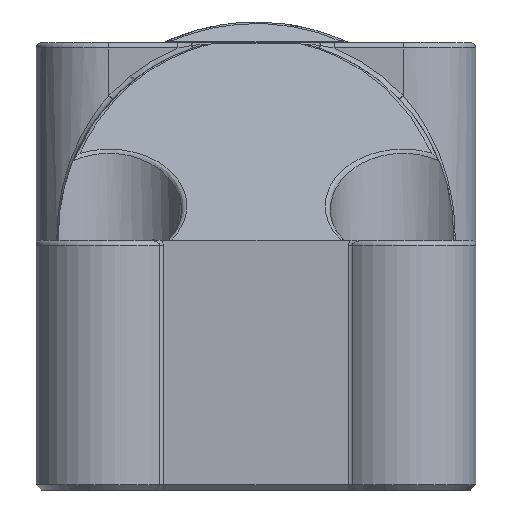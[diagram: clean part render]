
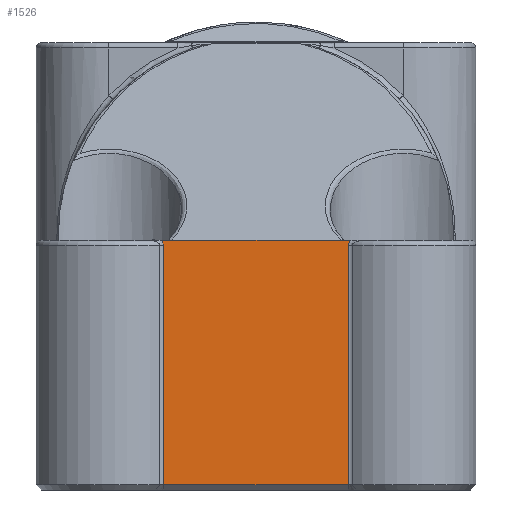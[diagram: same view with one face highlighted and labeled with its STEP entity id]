
A CAD part, front view. The second image highlights one B-rep face of the part: STEP entity #1526.
In plain terms, the highlighted planar face has unit normal (0, -1, 0).
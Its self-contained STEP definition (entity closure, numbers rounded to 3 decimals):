
#37=PLANE('',#1713);
#119=B_SPLINE_CURVE_WITH_KNOTS('',3,(#3474,#3475,#3476,#3477),
 .UNSPECIFIED.,.F.,.F.,(4,4),(0.,0.001),.UNSPECIFIED.);
#122=B_SPLINE_CURVE_WITH_KNOTS('',3,(#3537,#3538,#3539,#3540),
 .UNSPECIFIED.,.F.,.F.,(4,4),(0.,0.001),.UNSPECIFIED.);
#194=LINE('',#3417,#249);
#196=LINE('',#3480,#251);
#197=LINE('',#3542,#252);
#211=LINE('',#4260,#266);
#212=LINE('',#4263,#267);
#213=LINE('',#4264,#268);
#249=VECTOR('',#1956,1000.);
#251=VECTOR('',#1962,1000.);
#252=VECTOR('',#1967,1000.);
#266=VECTOR('',#2097,1000.);
#267=VECTOR('',#2102,1000.);
#268=VECTOR('',#2103,1000.);
#642=ORIENTED_EDGE('',*,*,#856,.T.);
#643=ORIENTED_EDGE('',*,*,#850,.T.);
#644=ORIENTED_EDGE('',*,*,#861,.T.);
#645=ORIENTED_EDGE('',*,*,#860,.T.);
#646=ORIENTED_EDGE('',*,*,#917,.T.);
#647=ORIENTED_EDGE('',*,*,#918,.T.);
#648=ORIENTED_EDGE('',*,*,#919,.T.);
#649=ORIENTED_EDGE('',*,*,#854,.T.);
#850=EDGE_CURVE('',#1019,#1020,#194,.T.);
#854=EDGE_CURVE('',#1023,#1025,#119,.T.);
#856=EDGE_CURVE('',#1025,#1019,#196,.T.);
#860=EDGE_CURVE('',#1026,#1029,#122,.T.);
#861=EDGE_CURVE('',#1020,#1026,#197,.T.);
#917=EDGE_CURVE('',#1029,#976,#211,.T.);
#918=EDGE_CURVE('',#976,#979,#212,.T.);
#919=EDGE_CURVE('',#979,#1023,#213,.T.);
#976=VERTEX_POINT('',#2936);
#979=VERTEX_POINT('',#3123);
#1019=VERTEX_POINT('',#3406);
#1020=VERTEX_POINT('',#3411);
#1023=VERTEX_POINT('',#3466);
#1025=VERTEX_POINT('',#3473);
#1026=VERTEX_POINT('',#3518);
#1029=VERTEX_POINT('',#3536);
#1268=EDGE_LOOP('',(#642,#643,#644,#645,#646,#647,#648,#649));
#1395=FACE_BOUND('',#1268,.T.);
#1526=ADVANCED_FACE('',(#1395),#37,.T.);
#1713=AXIS2_PLACEMENT_3D('',#4262,#2100,#2101);
#1956=DIRECTION('',(1.,0.,0.));
#1962=DIRECTION('',(0.,0.,-1.));
#1967=DIRECTION('',(0.,0.,1.));
#2097=DIRECTION('',(-1.,0.,0.));
#2100=DIRECTION('',(0.,-1.,0.));
#2101=DIRECTION('',(0.,0.,-1.));
#2102=DIRECTION('',(-1.,0.,0.));
#2103=DIRECTION('',(-1.,0.,0.));
#2936=CARTESIAN_POINT('',(8.19,-19.,24.));
#3123=CARTESIAN_POINT('',(-8.19,-19.,24.));
#3406=CARTESIAN_POINT('',(-8.894,-19.,0.5));
#3411=CARTESIAN_POINT('',(8.894,-19.,0.5));
#3417=CARTESIAN_POINT('',(8.894,-19.,0.5));
#3466=CARTESIAN_POINT('',(-9.087,-19.,24.));
#3473=CARTESIAN_POINT('',(-8.894,-19.,23.5));
#3474=CARTESIAN_POINT('',(-9.087,-19.,24.));
#3475=CARTESIAN_POINT('',(-8.969,-19.,23.859));
#3476=CARTESIAN_POINT('',(-8.894,-19.,23.684));
#3477=CARTESIAN_POINT('',(-8.894,-19.,23.5));
#3480=CARTESIAN_POINT('',(-8.894,-19.,24.));
#3518=CARTESIAN_POINT('',(8.894,-19.,23.5));
#3536=CARTESIAN_POINT('',(9.087,-19.,24.));
#3537=CARTESIAN_POINT('',(8.894,-19.,23.5));
#3538=CARTESIAN_POINT('',(8.894,-19.,23.685));
#3539=CARTESIAN_POINT('',(8.969,-19.,23.859));
#3540=CARTESIAN_POINT('',(9.087,-19.,24.));
#3542=CARTESIAN_POINT('',(8.894,-19.,24.));
#4260=CARTESIAN_POINT('',(25.,-19.,24.));
#4262=CARTESIAN_POINT('',(19.,-19.,24.));
#4263=CARTESIAN_POINT('',(25.,-19.,24.));
#4264=CARTESIAN_POINT('',(25.,-19.,24.));
